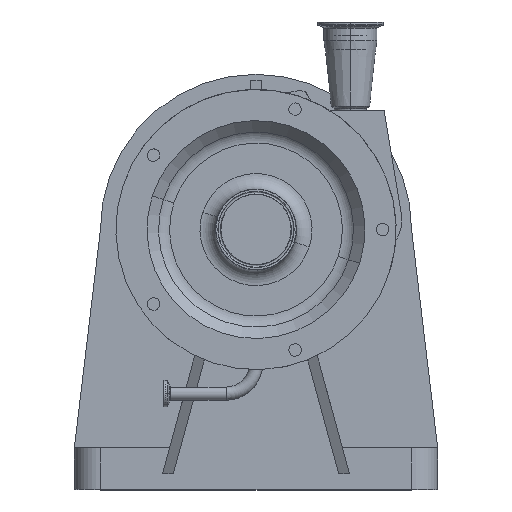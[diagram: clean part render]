
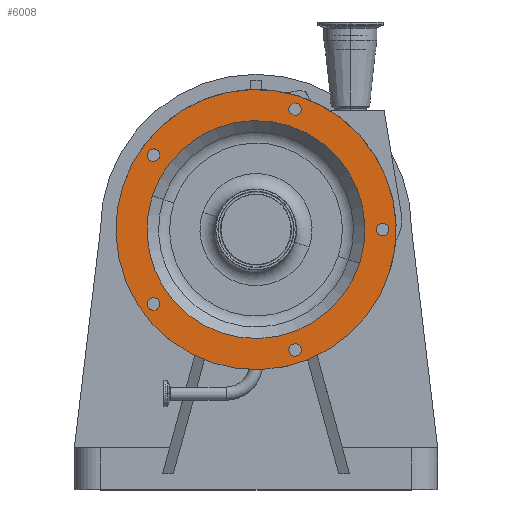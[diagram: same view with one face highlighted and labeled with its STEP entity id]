
A CAD part, top view. The second image highlights one B-rep face of the part: STEP entity #6008.
In plain terms, the highlighted planar face has unit normal (0, 0, 1).
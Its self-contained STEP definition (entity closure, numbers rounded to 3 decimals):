
#1349 = DIRECTION ( 'NONE',  ( 0.951, -0.309, 0. ) ) ;
#1703 = AXIS2_PLACEMENT_3D ( 'NONE', #1739, #1738, #1737 ) ;
#1737 = DIRECTION ( 'NONE',  ( 0.951, -0.309, 0. ) ) ;
#1738 = DIRECTION ( 'NONE',  ( 0., 0., 1. ) ) ;
#1739 = CARTESIAN_POINT ( 'NONE',  ( 37.7, 116.029, 284. ) ) ;
#1752 = CIRCLE ( 'NONE', #1703, 6. ) ;
#1793 = AXIS2_PLACEMENT_3D ( 'NONE', #1820, #1866, #1865 ) ;
#1805 = CIRCLE ( 'NONE', #1793, 6. ) ;
#1808 = CIRCLE ( 'NONE', #1864, 6. ) ;
#1809 = DIRECTION ( 'NONE',  ( 0., -1., 0. ) ) ;
#1810 = DIRECTION ( 'NONE',  ( 0., 0., 1. ) ) ;
#1811 = CARTESIAN_POINT ( 'NONE',  ( 122., 0., 284. ) ) ;
#1812 = AXIS2_PLACEMENT_3D ( 'NONE', #1811, #1810, #1809 ) ;
#1815 = CIRCLE ( 'NONE', #1812, 6. ) ;
#1816 = DIRECTION ( 'NONE',  ( 0.588, 0.809, 0. ) ) ;
#1817 = DIRECTION ( 'NONE',  ( 0., 0., 1. ) ) ;
#1819 = CIRCLE ( 'NONE', #1824, 6. ) ;
#1820 = CARTESIAN_POINT ( 'NONE',  ( 37.7, -116.029, 284. ) ) ;
#1822 = CARTESIAN_POINT ( 'NONE',  ( -98.7, 71.71, 284. ) ) ;
#1824 = AXIS2_PLACEMENT_3D ( 'NONE', #1822, #1817, #1816 ) ;
#1843 = DIRECTION ( 'NONE',  ( 0.951, -0.309, 0. ) ) ;
#1844 = DIRECTION ( 'NONE',  ( 0., 0., 1. ) ) ;
#1845 = AXIS2_PLACEMENT_3D ( 'NONE', #1859, #1844, #1843 ) ;
#1846 = CIRCLE ( 'NONE', #1845, 105. ) ;
#1859 = CARTESIAN_POINT ( 'NONE',  ( 0., 0., 284. ) ) ;
#1861 = DIRECTION ( 'NONE',  ( -0.588, 0.809, 0. ) ) ;
#1862 = DIRECTION ( 'NONE',  ( 0., 0., 1. ) ) ;
#1864 = AXIS2_PLACEMENT_3D ( 'NONE', #1867, #1862, #1861 ) ;
#1865 = DIRECTION ( 'NONE',  ( -0.951, -0.309, 0. ) ) ;
#1866 = DIRECTION ( 'NONE',  ( 0., 0., 1. ) ) ;
#1867 = CARTESIAN_POINT ( 'NONE',  ( -98.7, -71.71, 284. ) ) ;
#2147 = DIRECTION ( 'NONE',  ( 0., 0., 1. ) ) ;
#2148 = AXIS2_PLACEMENT_3D ( 'NONE', #2152, #2147, #1349 ) ;
#2152 = CARTESIAN_POINT ( 'NONE',  ( 0., 0., 284. ) ) ;
#2167 = CIRCLE ( 'NONE', #2148, 135. ) ;
#2309 = FACE_BOUND ( 'NONE', #6050, .T. ) ;
#2331 = DIRECTION ( 'NONE',  ( -0.951, 0.309, 0. ) ) ;
#2332 = DIRECTION ( 'NONE',  ( 0., 0., -1. ) ) ;
#2340 = FACE_BOUND ( 'NONE', #5814, .T. ) ;
#2341 = FACE_OUTER_BOUND ( 'NONE', #5816, .T. ) ;
#2342 = FACE_BOUND ( 'NONE', #5815, .T. ) ;
#2343 = PLANE ( 'NONE',  #2355 ) ;
#2344 = FACE_BOUND ( 'NONE', #6003, .T. ) ;
#2345 = FACE_BOUND ( 'NONE', #6012, .T. ) ;
#2346 = CARTESIAN_POINT ( 'NONE',  ( 12.052, 37.091, 284. ) ) ;
#2353 = FACE_BOUND ( 'NONE', #5983, .T. ) ;
#2355 = AXIS2_PLACEMENT_3D ( 'NONE', #2346, #2332, #2331 ) ;
#3867 = CARTESIAN_POINT ( 'NONE',  ( 34.173, -111.175, 284. ) ) ;
#3926 = CARTESIAN_POINT ( 'NONE',  ( 128.393, -41.717, 284. ) ) ;
#3931 = DIRECTION ( 'NONE',  ( 0.951, -0.309, 0. ) ) ;
#3932 = DIRECTION ( 'NONE',  ( 0., 0., 1. ) ) ;
#3934 = AXIS2_PLACEMENT_3D ( 'NONE', #3939, #3932, #3931 ) ;
#3939 = CARTESIAN_POINT ( 'NONE',  ( 0., 0., 284. ) ) ;
#3945 = CIRCLE ( 'NONE', #3934, 135. ) ;
#3955 = CARTESIAN_POINT ( 'NONE',  ( 116.294, -1.854, 284. ) ) ;
#3988 = CIRCLE ( 'NONE', #4036, 6. ) ;
#3989 = CARTESIAN_POINT ( 'NONE',  ( -98.7, -71.71, 284. ) ) ;
#3990 = CARTESIAN_POINT ( 'NONE',  ( -102.227, -76.564, 284. ) ) ;
#3994 = DIRECTION ( 'NONE',  ( 0., 0., 1. ) ) ;
#4015 = CARTESIAN_POINT ( 'NONE',  ( 37.7, -116.029, 284. ) ) ;
#4020 = CIRCLE ( 'NONE', #4025, 6. ) ;
#4025 = AXIS2_PLACEMENT_3D ( 'NONE', #4015, #4072, #4071 ) ;
#4035 = DIRECTION ( 'NONE',  ( -0.588, 0.809, 0. ) ) ;
#4036 = AXIS2_PLACEMENT_3D ( 'NONE', #3989, #3994, #4035 ) ;
#4044 = CARTESIAN_POINT ( 'NONE',  ( -95.173, -66.856, 284. ) ) ;
#4050 = DIRECTION ( 'NONE',  ( 0., -1., 0. ) ) ;
#4051 = DIRECTION ( 'NONE',  ( 0., 0., 1. ) ) ;
#4052 = CARTESIAN_POINT ( 'NONE',  ( 122., 0., 284. ) ) ;
#4053 = AXIS2_PLACEMENT_3D ( 'NONE', #4052, #4051, #4050 ) ;
#4054 = CIRCLE ( 'NONE', #4053, 6. ) ;
#4062 = CARTESIAN_POINT ( 'NONE',  ( 99.861, -32.447, 284. ) ) ;
#4070 = CARTESIAN_POINT ( 'NONE',  ( 41.227, -120.883, 284. ) ) ;
#4071 = DIRECTION ( 'NONE',  ( -0.951, -0.309, 0. ) ) ;
#4072 = DIRECTION ( 'NONE',  ( 0., 0., 1. ) ) ;
#4080 = CARTESIAN_POINT ( 'NONE',  ( 127.706, 1.854, 284. ) ) ;
#4093 = CARTESIAN_POINT ( 'NONE',  ( -99.861, 32.447, 284. ) ) ;
#4117 = CARTESIAN_POINT ( 'NONE',  ( -128.393, 41.717, 284. ) ) ;
#4133 = CIRCLE ( 'NONE', #4182, 105. ) ;
#4139 = DIRECTION ( 'NONE',  ( 0.588, 0.809, 0. ) ) ;
#4140 = DIRECTION ( 'NONE',  ( 0., 0., 1. ) ) ;
#4155 = AXIS2_PLACEMENT_3D ( 'NONE', #4156, #4140, #4139 ) ;
#4156 = CARTESIAN_POINT ( 'NONE',  ( -98.7, 71.71, 284. ) ) ;
#4160 = CIRCLE ( 'NONE', #4155, 6. ) ;
#4180 = DIRECTION ( 'NONE',  ( 0.951, -0.309, 0. ) ) ;
#4181 = DIRECTION ( 'NONE',  ( 0., 0., 1. ) ) ;
#4182 = AXIS2_PLACEMENT_3D ( 'NONE', #4187, #4181, #4180 ) ;
#4187 = CARTESIAN_POINT ( 'NONE',  ( 0., 0., 284. ) ) ;
#4200 = CARTESIAN_POINT ( 'NONE',  ( 37.7, 110.029, 284. ) ) ;
#4211 = CARTESIAN_POINT ( 'NONE',  ( -104.406, 73.564, 284. ) ) ;
#4227 = AXIS2_PLACEMENT_3D ( 'NONE', #4262, #4233, #4257 ) ;
#4233 = DIRECTION ( 'NONE',  ( 0., 0., 1. ) ) ;
#4234 = CARTESIAN_POINT ( 'NONE',  ( 37.7, 122.029, 284. ) ) ;
#4250 = CARTESIAN_POINT ( 'NONE',  ( -92.994, 69.856, 284. ) ) ;
#4257 = DIRECTION ( 'NONE',  ( 0.951, -0.309, 0. ) ) ;
#4261 = CIRCLE ( 'NONE', #4227, 6. ) ;
#4262 = CARTESIAN_POINT ( 'NONE',  ( 37.7, 116.029, 284. ) ) ;
#5423 = EDGE_CURVE ( 'NONE', #8184, #8167, #1752, .T. ) ;
#5542 = EDGE_CURVE ( 'NONE', #8149, #8169, #1819, .T. ) ;
#5545 = EDGE_CURVE ( 'NONE', #8080, #8030, #1815, .T. ) ;
#5550 = EDGE_CURVE ( 'NONE', #8050, #8094, #1805, .T. ) ;
#5551 = EDGE_CURVE ( 'NONE', #8041, #8040, #1808, .T. ) ;
#5564 = EDGE_CURVE ( 'NONE', #8055, #8069, #1846, .T. ) ;
#5767 = ORIENTED_EDGE ( 'NONE', *, *, #8192, .F. ) ;
#5770 = ORIENTED_EDGE ( 'NONE', *, *, #5423, .F. ) ;
#5781 = ORIENTED_EDGE ( 'NONE', *, *, #5813, .T. ) ;
#5784 = ORIENTED_EDGE ( 'NONE', *, *, #8128, .F. ) ;
#5811 = ORIENTED_EDGE ( 'NONE', *, *, #8117, .F. ) ;
#5812 = ORIENTED_EDGE ( 'NONE', *, *, #5564, .F. ) ;
#5813 = EDGE_CURVE ( 'NONE', #8104, #8021, #2167, .T. ) ;
#5814 = EDGE_LOOP ( 'NONE', ( #5812, #5784 ) ) ;
#5815 = EDGE_LOOP ( 'NONE', ( #5770, #5767 ) ) ;
#5816 = EDGE_LOOP ( 'NONE', ( #5818, #5781 ) ) ;
#5818 = ORIENTED_EDGE ( 'NONE', *, *, #8003, .T. ) ;
#5980 = ORIENTED_EDGE ( 'NONE', *, *, #5545, .F. ) ;
#5983 = EDGE_LOOP ( 'NONE', ( #5993, #6014 ) ) ;
#5993 = ORIENTED_EDGE ( 'NONE', *, *, #5550, .F. ) ;
#5994 = ORIENTED_EDGE ( 'NONE', *, *, #8056, .F. ) ;
#6003 = EDGE_LOOP ( 'NONE', ( #6015, #5811 ) ) ;
#6007 = ORIENTED_EDGE ( 'NONE', *, *, #8039, .F. ) ;
#6008 = ADVANCED_FACE ( 'NONE', ( #2309, #2353, #2345, #2344, #2342, #2341, #2340 ), #2343, .F. ) ;
#6012 = EDGE_LOOP ( 'NONE', ( #6016, #6007 ) ) ;
#6014 = ORIENTED_EDGE ( 'NONE', *, *, #8048, .F. ) ;
#6015 = ORIENTED_EDGE ( 'NONE', *, *, #5542, .F. ) ;
#6016 = ORIENTED_EDGE ( 'NONE', *, *, #5551, .F. ) ;
#6050 = EDGE_LOOP ( 'NONE', ( #5980, #5994 ) ) ;
#8003 = EDGE_CURVE ( 'NONE', #8021, #8104, #3945, .T. ) ;
#8021 = VERTEX_POINT ( 'NONE', #3926 ) ;
#8030 = VERTEX_POINT ( 'NONE', #3955 ) ;
#8039 = EDGE_CURVE ( 'NONE', #8040, #8041, #3988, .T. ) ;
#8040 = VERTEX_POINT ( 'NONE', #4044 ) ;
#8041 = VERTEX_POINT ( 'NONE', #3990 ) ;
#8048 = EDGE_CURVE ( 'NONE', #8094, #8050, #4020, .T. ) ;
#8050 = VERTEX_POINT ( 'NONE', #4070 ) ;
#8055 = VERTEX_POINT ( 'NONE', #4062 ) ;
#8056 = EDGE_CURVE ( 'NONE', #8030, #8080, #4054, .T. ) ;
#8069 = VERTEX_POINT ( 'NONE', #4093 ) ;
#8080 = VERTEX_POINT ( 'NONE', #4080 ) ;
#8094 = VERTEX_POINT ( 'NONE', #3867 ) ;
#8104 = VERTEX_POINT ( 'NONE', #4117 ) ;
#8117 = EDGE_CURVE ( 'NONE', #8169, #8149, #4160, .T. ) ;
#8128 = EDGE_CURVE ( 'NONE', #8069, #8055, #4133, .T. ) ;
#8149 = VERTEX_POINT ( 'NONE', #4211 ) ;
#8167 = VERTEX_POINT ( 'NONE', #4200 ) ;
#8169 = VERTEX_POINT ( 'NONE', #4250 ) ;
#8184 = VERTEX_POINT ( 'NONE', #4234 ) ;
#8192 = EDGE_CURVE ( 'NONE', #8167, #8184, #4261, .T. ) ;
